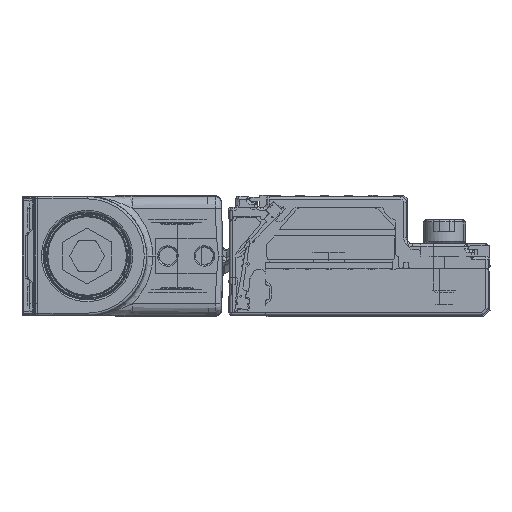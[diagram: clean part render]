
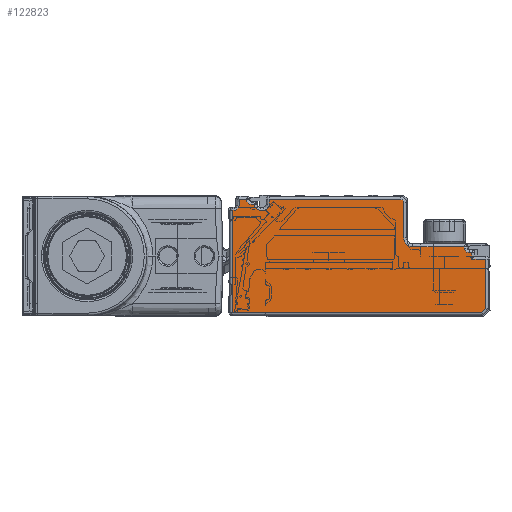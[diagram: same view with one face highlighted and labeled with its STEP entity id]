
A CAD part, left-side view. The second image highlights one B-rep face of the part: STEP entity #122823.
In plain terms, the highlighted planar face has unit normal (-1, 0, 0).
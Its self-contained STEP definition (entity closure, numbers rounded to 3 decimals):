
#122541=AXIS2_PLACEMENT_3D('Circle Axis2P3D',#122539,#122540,$) ;
#122680=AXIS2_PLACEMENT_3D('Plane Axis2P3D',#122677,#122678,#122679) ;
#122703=AXIS2_PLACEMENT_3D('Circle Axis2P3D',#122701,#122702,$) ;
#122717=AXIS2_PLACEMENT_3D('Circle Axis2P3D',#122715,#122716,$) ;
#122738=AXIS2_PLACEMENT_3D('Circle Axis2P3D',#122736,#122737,$) ;
#122752=AXIS2_PLACEMENT_3D('Circle Axis2P3D',#122750,#122751,$) ;
#122766=AXIS2_PLACEMENT_3D('Circle Axis2P3D',#122764,#122765,$) ;
#122787=AXIS2_PLACEMENT_3D('Circle Axis2P3D',#122785,#122786,$) ;
#119700=CARTESIAN_POINT('Vertex',(-1278.,42.3,-7.3)) ;
#119703=CARTESIAN_POINT('Line Origine',(-1278.,42.3,2.)) ;
#119707=CARTESIAN_POINT('Vertex',(-1278.,42.3,9.5)) ;
#120031=CARTESIAN_POINT('Vertex',(-1278.,1.407,-7.3)) ;
#120034=CARTESIAN_POINT('Line Origine',(-1278.,23.168,-7.3)) ;
#120071=CARTESIAN_POINT('Vertex',(-1278.,0.7,-6.593)) ;
#120074=CARTESIAN_POINT('Line Origine',(-1278.,-1.246,-4.646)) ;
#120111=CARTESIAN_POINT('Vertex',(-1278.,0.7,1.5)) ;
#120114=CARTESIAN_POINT('Line Origine',(-1278.,0.7,2.)) ;
#122456=CARTESIAN_POINT('Vertex',(-1278.,3.,2.5)) ;
#122512=CARTESIAN_POINT('Vertex',(-1278.,3.4,2.5)) ;
#122515=CARTESIAN_POINT('Line Origine',(-1278.,21.5,2.5)) ;
#122536=CARTESIAN_POINT('Vertex',(-1278.,4.2,3.3)) ;
#122539=CARTESIAN_POINT('Axis2P3D Location',(-1278.,3.4,3.3)) ;
#122662=CARTESIAN_POINT('Vertex',(-1278.,3.,1.5)) ;
#122665=CARTESIAN_POINT('Line Origine',(-1278.,21.5,1.5)) ;
#122677=CARTESIAN_POINT('Axis2P3D Location',(-1278.,0.2,-7.8)) ;
#122682=CARTESIAN_POINT('Line Origine',(-1278.,3.,2.)) ;
#122687=CARTESIAN_POINT('Line Origine',(-1278.,4.2,3.4)) ;
#122691=CARTESIAN_POINT('Vertex',(-1278.,4.2,3.5)) ;
#122694=CARTESIAN_POINT('Line Origine',(-1278.,8.45,3.5)) ;
#122698=CARTESIAN_POINT('Vertex',(-1278.,12.7,3.5)) ;
#122701=CARTESIAN_POINT('Axis2P3D Location',(-1278.,12.7,5.)) ;
#122705=CARTESIAN_POINT('Vertex',(-1278.,14.2,5.)) ;
#122708=CARTESIAN_POINT('Line Origine',(-1278.,14.2,7.9)) ;
#122712=CARTESIAN_POINT('Vertex',(-1278.,14.2,10.8)) ;
#122715=CARTESIAN_POINT('Axis2P3D Location',(-1278.,14.7,10.8)) ;
#122719=CARTESIAN_POINT('Vertex',(-1278.,14.7,11.3)) ;
#122722=CARTESIAN_POINT('Line Origine',(-1278.,25.5,11.3)) ;
#122726=CARTESIAN_POINT('Vertex',(-1278.,36.3,11.3)) ;
#122729=CARTESIAN_POINT('Line Origine',(-1278.,36.3,10.9)) ;
#122733=CARTESIAN_POINT('Vertex',(-1278.,36.3,10.5)) ;
#122736=CARTESIAN_POINT('Axis2P3D Location',(-1278.,37.3,10.5)) ;
#122740=CARTESIAN_POINT('Vertex',(-1278.,37.3,9.5)) ;
#122743=CARTESIAN_POINT('Line Origine',(-1278.,37.55,9.5)) ;
#122747=CARTESIAN_POINT('Vertex',(-1278.,37.8,9.5)) ;
#122750=CARTESIAN_POINT('Axis2P3D Location',(-1278.,37.8,10.5)) ;
#122754=CARTESIAN_POINT('Vertex',(-1278.,38.8,10.5)) ;
#122757=CARTESIAN_POINT('Line Origine',(-1278.,39.05,10.5)) ;
#122761=CARTESIAN_POINT('Vertex',(-1278.,39.3,10.5)) ;
#122764=CARTESIAN_POINT('Axis2P3D Location',(-1278.,39.3,11.3)) ;
#122768=CARTESIAN_POINT('Vertex',(-1278.,40.1,11.3)) ;
#122771=CARTESIAN_POINT('Line Origine',(-1278.,40.7,11.3)) ;
#122775=CARTESIAN_POINT('Vertex',(-1278.,41.3,11.3)) ;
#122778=CARTESIAN_POINT('Line Origine',(-1278.,41.3,10.8)) ;
#122782=CARTESIAN_POINT('Vertex',(-1278.,41.3,10.3)) ;
#122785=CARTESIAN_POINT('Axis2P3D Location',(-1278.,42.1,10.3)) ;
#122789=CARTESIAN_POINT('Vertex',(-1278.,42.1,9.5)) ;
#122792=CARTESIAN_POINT('Line Origine',(-1278.,42.2,9.5)) ;
#119704=DIRECTION('Vector Direction',(0.,0.,1.)) ;
#120035=DIRECTION('Vector Direction',(0.,1.,0.)) ;
#120075=DIRECTION('Vector Direction',(0.,0.707,-0.707)) ;
#120115=DIRECTION('Vector Direction',(0.,0.,-1.)) ;
#122516=DIRECTION('Vector Direction',(0.,-1.,0.)) ;
#122540=DIRECTION('Axis2P3D Direction',(1.,0.,0.)) ;
#122666=DIRECTION('Vector Direction',(0.,-1.,0.)) ;
#122678=DIRECTION('Axis2P3D Direction',(-1.,0.,0.)) ;
#122679=DIRECTION('Axis2P3D XDirection',(0.,0.,1.)) ;
#122683=DIRECTION('Vector Direction',(0.,0.,1.)) ;
#122688=DIRECTION('Vector Direction',(0.,0.,-1.)) ;
#122695=DIRECTION('Vector Direction',(0.,1.,0.)) ;
#122702=DIRECTION('Axis2P3D Direction',(-1.,0.,0.)) ;
#122709=DIRECTION('Vector Direction',(0.,0.,1.)) ;
#122716=DIRECTION('Axis2P3D Direction',(-1.,0.,0.)) ;
#122723=DIRECTION('Vector Direction',(0.,1.,0.)) ;
#122730=DIRECTION('Vector Direction',(0.,0.,-1.)) ;
#122737=DIRECTION('Axis2P3D Direction',(-1.,0.,0.)) ;
#122744=DIRECTION('Vector Direction',(0.,1.,0.)) ;
#122751=DIRECTION('Axis2P3D Direction',(-1.,0.,0.)) ;
#122758=DIRECTION('Vector Direction',(0.,-1.,0.)) ;
#122765=DIRECTION('Axis2P3D Direction',(-1.,0.,0.)) ;
#122772=DIRECTION('Vector Direction',(0.,1.,0.)) ;
#122779=DIRECTION('Vector Direction',(0.,0.,-1.)) ;
#122786=DIRECTION('Axis2P3D Direction',(-1.,0.,0.)) ;
#122793=DIRECTION('Vector Direction',(0.,1.,0.)) ;
#119705=VECTOR('Line Direction',#119704,1.) ;
#120036=VECTOR('Line Direction',#120035,1.) ;
#120076=VECTOR('Line Direction',#120075,1.) ;
#120116=VECTOR('Line Direction',#120115,1.) ;
#122517=VECTOR('Line Direction',#122516,1.) ;
#122667=VECTOR('Line Direction',#122666,1.) ;
#122684=VECTOR('Line Direction',#122683,1.) ;
#122689=VECTOR('Line Direction',#122688,1.) ;
#122696=VECTOR('Line Direction',#122695,1.) ;
#122710=VECTOR('Line Direction',#122709,1.) ;
#122724=VECTOR('Line Direction',#122723,1.) ;
#122731=VECTOR('Line Direction',#122730,1.) ;
#122745=VECTOR('Line Direction',#122744,1.) ;
#122759=VECTOR('Line Direction',#122758,1.) ;
#122773=VECTOR('Line Direction',#122772,1.) ;
#122780=VECTOR('Line Direction',#122779,1.) ;
#122794=VECTOR('Line Direction',#122793,1.) ;
#122798=ORIENTED_EDGE('',*,*,#122686,.T.) ;
#122799=ORIENTED_EDGE('',*,*,#122519,.T.) ;
#122800=ORIENTED_EDGE('',*,*,#122543,.T.) ;
#122801=ORIENTED_EDGE('',*,*,#122693,.T.) ;
#122802=ORIENTED_EDGE('',*,*,#122700,.T.) ;
#122803=ORIENTED_EDGE('',*,*,#122707,.T.) ;
#122804=ORIENTED_EDGE('',*,*,#122714,.T.) ;
#122805=ORIENTED_EDGE('',*,*,#122721,.T.) ;
#122806=ORIENTED_EDGE('',*,*,#122728,.T.) ;
#122807=ORIENTED_EDGE('',*,*,#122735,.T.) ;
#122808=ORIENTED_EDGE('',*,*,#122742,.T.) ;
#122809=ORIENTED_EDGE('',*,*,#122749,.T.) ;
#122810=ORIENTED_EDGE('',*,*,#122756,.T.) ;
#122811=ORIENTED_EDGE('',*,*,#122763,.T.) ;
#122812=ORIENTED_EDGE('',*,*,#122770,.T.) ;
#122813=ORIENTED_EDGE('',*,*,#122777,.T.) ;
#122814=ORIENTED_EDGE('',*,*,#122784,.T.) ;
#122815=ORIENTED_EDGE('',*,*,#122791,.T.) ;
#122816=ORIENTED_EDGE('',*,*,#122796,.T.) ;
#122817=ORIENTED_EDGE('',*,*,#119709,.T.) ;
#122818=ORIENTED_EDGE('',*,*,#120038,.T.) ;
#122819=ORIENTED_EDGE('',*,*,#120078,.T.) ;
#122820=ORIENTED_EDGE('',*,*,#120118,.T.) ;
#122821=ORIENTED_EDGE('',*,*,#122669,.T.) ;
#122823=ADVANCED_FACE('Brep With Voids',(#122822),#122681,.T.) ;
#122542=CIRCLE('generated circle',#122541,0.8) ;
#122704=CIRCLE('generated circle',#122703,1.5) ;
#122718=CIRCLE('generated circle',#122717,0.5) ;
#122739=CIRCLE('generated circle',#122738,1.) ;
#122753=CIRCLE('generated circle',#122752,1.) ;
#122767=CIRCLE('generated circle',#122766,0.8) ;
#122788=CIRCLE('generated circle',#122787,0.8) ;
#119709=EDGE_CURVE('',#119708,#119701,#119706,.F.) ;
#120038=EDGE_CURVE('',#119701,#120032,#120037,.F.) ;
#120078=EDGE_CURVE('',#120032,#120072,#120077,.F.) ;
#120118=EDGE_CURVE('',#120072,#120112,#120117,.F.) ;
#122519=EDGE_CURVE('',#122457,#122513,#122518,.F.) ;
#122543=EDGE_CURVE('',#122513,#122537,#122542,.T.) ;
#122669=EDGE_CURVE('',#120112,#122663,#122668,.F.) ;
#122686=EDGE_CURVE('',#122663,#122457,#122685,.T.) ;
#122693=EDGE_CURVE('',#122537,#122692,#122690,.F.) ;
#122700=EDGE_CURVE('',#122692,#122699,#122697,.T.) ;
#122707=EDGE_CURVE('',#122699,#122706,#122704,.F.) ;
#122714=EDGE_CURVE('',#122706,#122713,#122711,.T.) ;
#122721=EDGE_CURVE('',#122713,#122720,#122718,.T.) ;
#122728=EDGE_CURVE('',#122720,#122727,#122725,.T.) ;
#122735=EDGE_CURVE('',#122727,#122734,#122732,.T.) ;
#122742=EDGE_CURVE('',#122734,#122741,#122739,.F.) ;
#122749=EDGE_CURVE('',#122741,#122748,#122746,.T.) ;
#122756=EDGE_CURVE('',#122748,#122755,#122753,.F.) ;
#122763=EDGE_CURVE('',#122755,#122762,#122760,.F.) ;
#122770=EDGE_CURVE('',#122762,#122769,#122767,.F.) ;
#122777=EDGE_CURVE('',#122769,#122776,#122774,.T.) ;
#122784=EDGE_CURVE('',#122776,#122783,#122781,.T.) ;
#122791=EDGE_CURVE('',#122783,#122790,#122788,.F.) ;
#122796=EDGE_CURVE('',#122790,#119708,#122795,.T.) ;
#122797=EDGE_LOOP('',(#122798,#122799,#122800,#122801,#122802,#122803,#122804,#122805,#122806,#122807,#122808,#122809,#122810,#122811,#122812,#122813,#122814,#122815,#122816,#122817,#122818,#122819,#122820,#122821)) ;
#122822=FACE_OUTER_BOUND('',#122797,.T.) ;
#119706=LINE('Line',#119703,#119705) ;
#120037=LINE('Line',#120034,#120036) ;
#120077=LINE('Line',#120074,#120076) ;
#120117=LINE('Line',#120114,#120116) ;
#122518=LINE('Line',#122515,#122517) ;
#122668=LINE('Line',#122665,#122667) ;
#122685=LINE('Line',#122682,#122684) ;
#122690=LINE('Line',#122687,#122689) ;
#122697=LINE('Line',#122694,#122696) ;
#122711=LINE('Line',#122708,#122710) ;
#122725=LINE('Line',#122722,#122724) ;
#122732=LINE('Line',#122729,#122731) ;
#122746=LINE('Line',#122743,#122745) ;
#122760=LINE('Line',#122757,#122759) ;
#122774=LINE('Line',#122771,#122773) ;
#122781=LINE('Line',#122778,#122780) ;
#122795=LINE('Line',#122792,#122794) ;
#122681=PLANE('',#122680) ;
#119701=VERTEX_POINT('',#119700) ;
#119708=VERTEX_POINT('',#119707) ;
#120032=VERTEX_POINT('',#120031) ;
#120072=VERTEX_POINT('',#120071) ;
#120112=VERTEX_POINT('',#120111) ;
#122457=VERTEX_POINT('',#122456) ;
#122513=VERTEX_POINT('',#122512) ;
#122537=VERTEX_POINT('',#122536) ;
#122663=VERTEX_POINT('',#122662) ;
#122692=VERTEX_POINT('',#122691) ;
#122699=VERTEX_POINT('',#122698) ;
#122706=VERTEX_POINT('',#122705) ;
#122713=VERTEX_POINT('',#122712) ;
#122720=VERTEX_POINT('',#122719) ;
#122727=VERTEX_POINT('',#122726) ;
#122734=VERTEX_POINT('',#122733) ;
#122741=VERTEX_POINT('',#122740) ;
#122748=VERTEX_POINT('',#122747) ;
#122755=VERTEX_POINT('',#122754) ;
#122762=VERTEX_POINT('',#122761) ;
#122769=VERTEX_POINT('',#122768) ;
#122776=VERTEX_POINT('',#122775) ;
#122783=VERTEX_POINT('',#122782) ;
#122790=VERTEX_POINT('',#122789) ;
